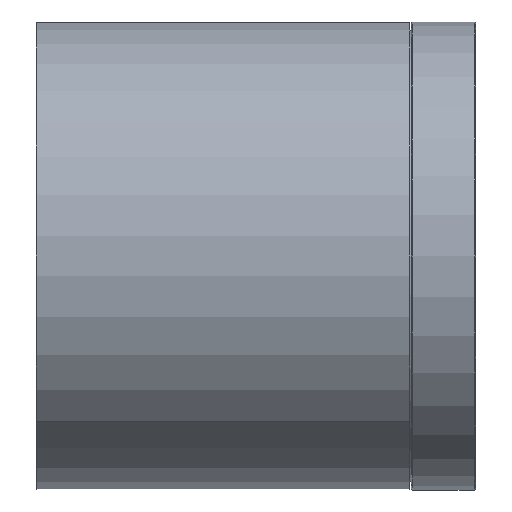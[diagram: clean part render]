
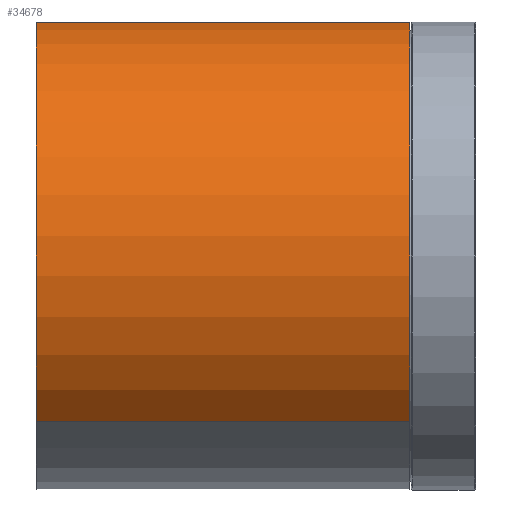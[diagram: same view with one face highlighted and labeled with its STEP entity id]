
A CAD part, left-side view. The second image highlights one B-rep face of the part: STEP entity #34678.
In plain terms, the highlighted cylindrical face has radius 85 mm (diameter 170 mm), a partial arc.
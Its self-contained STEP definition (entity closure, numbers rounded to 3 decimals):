
#4189 = CARTESIAN_POINT ( 'NONE',  ( -60.104, 13.173, -60.104 ) ) ;
#4460 = EDGE_CURVE ( 'NONE', #55798, #51492, #17214, .T. ) ;
#5087 = CYLINDRICAL_SURFACE ( 'NONE', #32976, 85. ) ;
#6058 = CARTESIAN_POINT ( 'NONE',  ( 60.104, 148.773, 60.104 ) ) ;
#6576 = DIRECTION ( 'NONE',  ( 0., -1., 0. ) ) ;
#9025 = ORIENTED_EDGE ( 'NONE', *, *, #35994, .T. ) ;
#10076 = CARTESIAN_POINT ( 'NONE',  ( 60.104, 13.173, 60.104 ) ) ;
#12741 = DIRECTION ( 'NONE',  ( -0.707, 0., -0.707 ) ) ;
#15655 = DIRECTION ( 'NONE',  ( 0., -1., 0. ) ) ;
#17214 = CIRCLE ( 'NONE', #30094, 85. ) ;
#19193 = FACE_OUTER_BOUND ( 'NONE', #34699, .T. ) ;
#23658 = EDGE_CURVE ( 'NONE', #50512, #51492, #49624, .T. ) ;
#27219 = EDGE_CURVE ( 'NONE', #61204, #50512, #35891, .T. ) ;
#27465 = ORIENTED_EDGE ( 'NONE', *, *, #23658, .F. ) ;
#30007 = DIRECTION ( 'NONE',  ( 0., 1., 0. ) ) ;
#30094 = AXIS2_PLACEMENT_3D ( 'NONE', #44057, #15655, #48835 ) ;
#32976 = AXIS2_PLACEMENT_3D ( 'NONE', #41122, #50649, #12741 ) ;
#34678 = ADVANCED_FACE ( 'NONE', ( #19193 ), #5087, .T. ) ;
#34699 = EDGE_LOOP ( 'NONE', ( #53228, #9025, #35601, #27465 ) ) ;
#34980 = CARTESIAN_POINT ( 'NONE',  ( 0., 13.173, 0. ) ) ;
#35601 = ORIENTED_EDGE ( 'NONE', *, *, #4460, .T. ) ;
#35891 = CIRCLE ( 'NONE', #52885, 85. ) ;
#35994 = EDGE_CURVE ( 'NONE', #61204, #55798, #57553, .T. ) ;
#39749 = DIRECTION ( 'NONE',  ( 0.707, 0., 0.707 ) ) ;
#41122 = CARTESIAN_POINT ( 'NONE',  ( 0., 119.773, 0. ) ) ;
#44057 = CARTESIAN_POINT ( 'NONE',  ( 0., 148.773, 0. ) ) ;
#44989 = VECTOR ( 'NONE', #30007, 1000. ) ;
#46647 = VECTOR ( 'NONE', #54389, 1000. ) ;
#48835 = DIRECTION ( 'NONE',  ( 0.707, 0., 0.707 ) ) ;
#49044 = CARTESIAN_POINT ( 'NONE',  ( 60.104, 119.773, 60.104 ) ) ;
#49624 = LINE ( 'NONE', #58712, #46647 ) ;
#50512 = VERTEX_POINT ( 'NONE', #4189 ) ;
#50649 = DIRECTION ( 'NONE',  ( 0., 1., 0. ) ) ;
#51077 = CARTESIAN_POINT ( 'NONE',  ( -60.104, 148.773, -60.104 ) ) ;
#51492 = VERTEX_POINT ( 'NONE', #51077 ) ;
#52885 = AXIS2_PLACEMENT_3D ( 'NONE', #34980, #6576, #39749 ) ;
#53228 = ORIENTED_EDGE ( 'NONE', *, *, #27219, .F. ) ;
#54389 = DIRECTION ( 'NONE',  ( 0., 1., 0. ) ) ;
#55798 = VERTEX_POINT ( 'NONE', #6058 ) ;
#57553 = LINE ( 'NONE', #49044, #44989 ) ;
#58712 = CARTESIAN_POINT ( 'NONE',  ( -60.104, 119.773, -60.104 ) ) ;
#61204 = VERTEX_POINT ( 'NONE', #10076 ) ;
